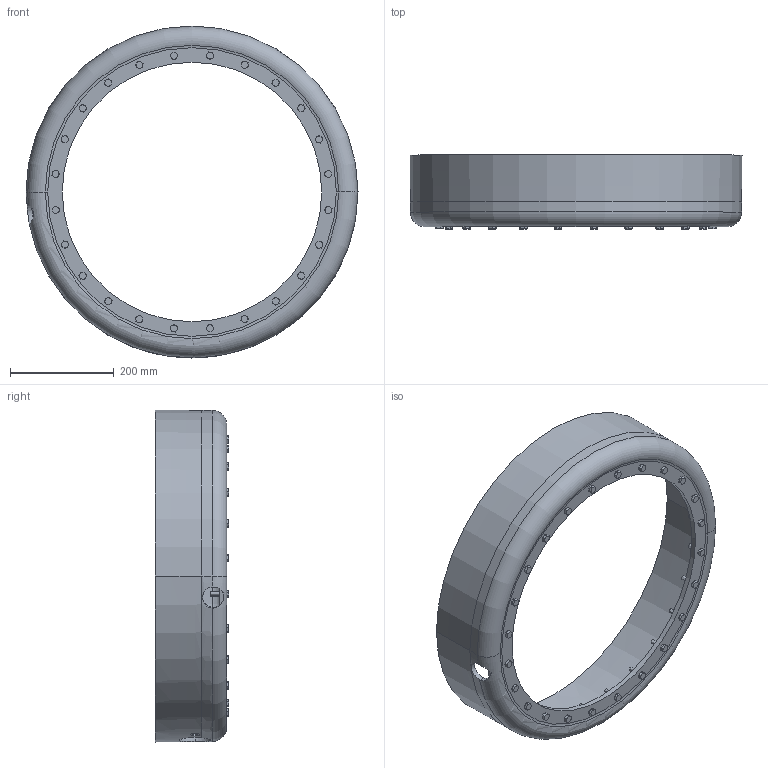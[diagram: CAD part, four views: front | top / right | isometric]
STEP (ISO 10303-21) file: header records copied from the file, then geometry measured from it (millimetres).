
FILE_DESCRIPTION (( 'STEP AP214' ), '1' );
FILE_NAME ('WELDRING205_252659.STEP', '2012-08-23T12:05:31', ( 'Admin2' ), ( '' ), 'SwSTEP 2.0', 'SolidWorks 2010', '' );
FILE_SCHEMA (( 'AUTOMOTIVE_DESIGN' ));
Length unit declared in the file: millimetre
Products named in the file (1): WELDRING205_252659
Bounding box: 639.62 x 142.3 x 639.62 mm (x, y, z)
Surface area: 779600 mm2 (no closed solid volume)
Topology: 0 solids, 98 shells, 531 faces, 1432 edges, 922 vertices
Faces by surface type: plane 200, cone 159, cylinder 158, torus 14
Entity records: 24028 total; most frequent: CARTESIAN_POINT 5282, DIRECTION 2812, ORIENTED_EDGE 2287, EDGE_CURVE 1432, AXIS2_PLACEMENT_3D 1160, VERTEX_POINT 922, CIRCLE 628, EDGE_LOOP 591
